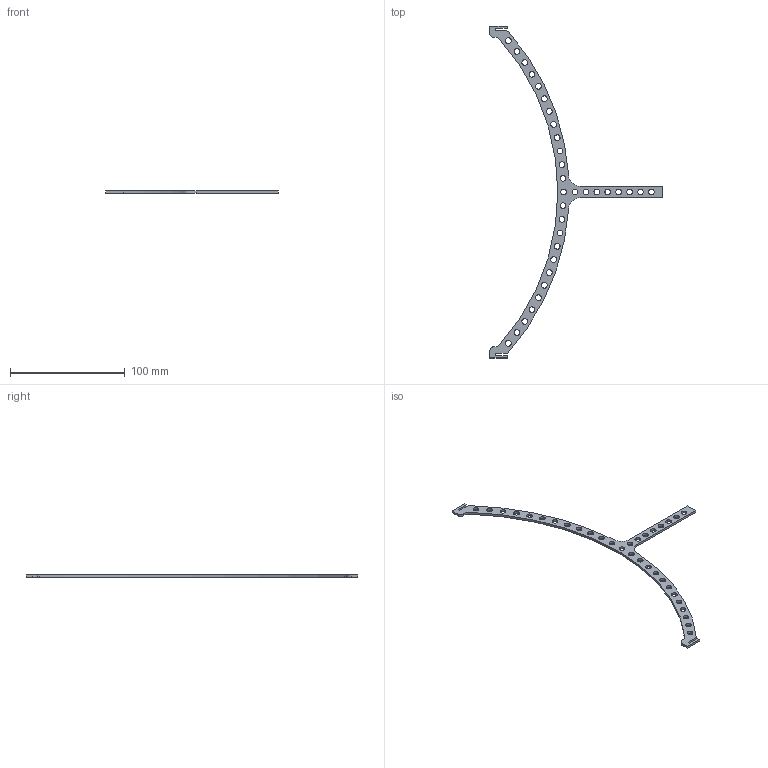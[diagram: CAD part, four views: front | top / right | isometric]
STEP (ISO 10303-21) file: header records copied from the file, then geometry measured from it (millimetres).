
FILE_DESCRIPTION(/* description */ (''),/* implementation_level */ '2;1');
FILE_NAME(/* name */ 'B-Strebe-003.stp',/* time_stamp */ '2017-05-03T17:16:43+02:00',/* author */ ('Catweazle'),/* organization */ (''),/* preprocessor_version */ 'ST-DEVELOPER v16.5',/* originating_system */ 'Autodesk Inventor 2017',/* authorisation */ '');
FILE_SCHEMA (('AUTOMOTIVE_DESIGN { 1 0 10303 214 3 1 1 }'));
Length unit declared in the file: millimetre
Products named in the file (1): B-Strebe-003
Bounding box: 150.28 x 289 x 2 mm (x, y, z)
Volume: 6848.1 mm3; surface area: 9619.5 mm2
Topology: 1 solids, 1 shells, 62 faces, 180 edges, 120 vertices
Faces by surface type: cylinder 43, plane 19
Full cylindrical faces by diameter (mm): 5 x33
Entity records: 2087 total; most frequent: DIRECTION 359, CARTESIAN_POINT 330, ORIENTED_EDGE 294, EDGE_LOOP 161, AXIS2_PLACEMENT_3D 149, EDGE_CURVE 147, VERTEX_POINT 120, FACE_BOUND 99
